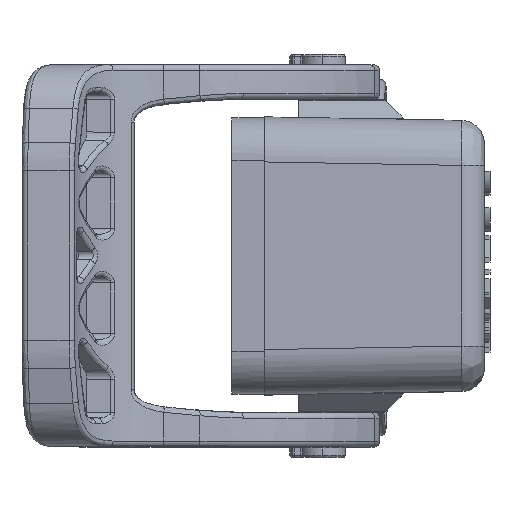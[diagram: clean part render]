
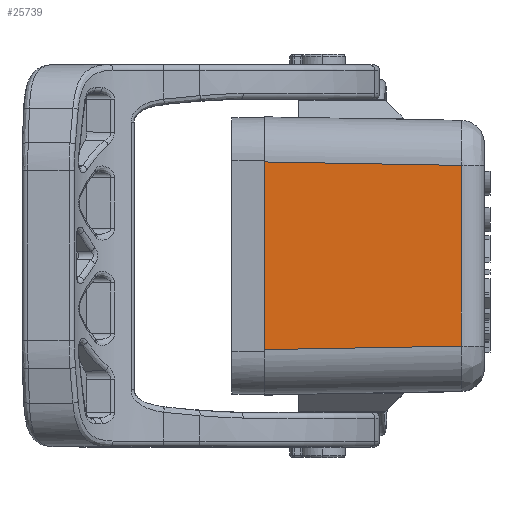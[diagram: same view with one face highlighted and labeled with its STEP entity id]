
A CAD part, top view. The second image highlights one B-rep face of the part: STEP entity #25739.
In plain terms, the highlighted planar face has unit normal (0.018, 0, 1).
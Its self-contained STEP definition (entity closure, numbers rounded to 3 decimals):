
#417=DIRECTION('',(0.,-1.,0.));
#418=VECTOR('',#417,15.7);
#419=CARTESIAN_POINT('',(-2.595,7.85,11.773));
#420=LINE('',#419,#418);
#1259=DIRECTION('',(0.,1.,0.));
#1260=VECTOR('',#1259,16.298);
#1261=CARTESIAN_POINT('',(-19.732,-8.149,
12.072));
#1262=LINE('',#1261,#1260);
#6944=DIRECTION('',(1.,0.017,-0.017));
#6945=VECTOR('',#6944,17.142);
#6946=CARTESIAN_POINT('',(-19.732,-8.149,
12.072));
#6947=LINE('',#6946,#6945);
#6948=DIRECTION('',(-1.,0.017,0.017));
#6949=VECTOR('',#6948,17.142);
#6950=CARTESIAN_POINT('',(-2.595,7.85,11.773));
#6951=LINE('',#6950,#6949);
#13652=CARTESIAN_POINT('',(-2.595,7.85,
11.773));
#13653=CARTESIAN_POINT('',(-19.732,8.149,
12.072));
#13654=VERTEX_POINT('',#13652);
#13655=VERTEX_POINT('',#13653);
#13696=CARTESIAN_POINT('',(-2.595,-7.85,
11.773));
#13697=VERTEX_POINT('',#13696);
#13702=CARTESIAN_POINT('',(-19.732,-8.149,
12.072));
#13703=VERTEX_POINT('',#13702);
#25728=CARTESIAN_POINT('',(-19.732,13.542,12.072));
#25729=DIRECTION('',(0.017,0.,1.));
#25730=DIRECTION('',(-1.,0.,0.017));
#25731=AXIS2_PLACEMENT_3D('',#25728,#25729,#25730);
#25732=PLANE('',#25731);
#25733=ORIENTED_EDGE('',*,*,#15775,.F.);
#25734=ORIENTED_EDGE('',*,*,#15706,.T.);
#25735=ORIENTED_EDGE('',*,*,#25719,.F.);
#25736=ORIENTED_EDGE('',*,*,#14469,.T.);
#25737=EDGE_LOOP('',(#25733,#25734,#25735,#25736));
#25738=FACE_OUTER_BOUND('',#25737,.F.);
#25739=ADVANCED_FACE('',(#25738),#25732,.T.);
#14469=EDGE_CURVE('',#13654,#13697,#420,.T.);
#15706=EDGE_CURVE('',#13703,#13655,#1262,.T.);
#15775=EDGE_CURVE('',#13703,#13697,#6947,.T.);
#25719=EDGE_CURVE('',#13654,#13655,#6951,.T.);
